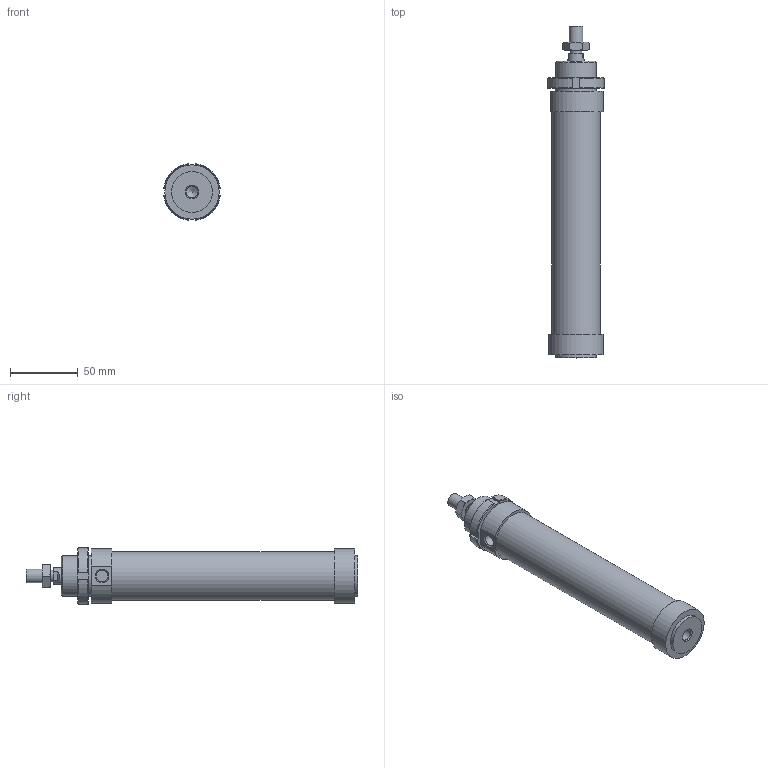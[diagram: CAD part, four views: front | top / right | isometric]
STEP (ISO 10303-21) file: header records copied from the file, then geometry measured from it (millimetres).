
FILE_DESCRIPTION(/* description */ ('Unknown'),/* implementation_level */ '2;1');
FILE_NAME(/* name */ '1261.32.125.MA',/* time_stamp */ '2020-06-22T11:01:07-04:00',/* author */ ('Unknown'),/* organization */ ('Unknown'),/* preprocessor_version */ 'ST-DEVELOPER v16.7',/* originating_system */ 'Solid Edge',/* authorisation */ 'Unknown');
FILE_SCHEMA (('AUTOMOTIVE_DESIGN {1 0 10303 214 3 1 1}'));
Length unit declared in the file: millimetre
Products named in the file (5): 1261.32.125.MA; S1260_32_100; C1261_32_100; 1200_32_05; 1200_32_06
Assembly tree (4 placements, depth 2):
  1261.32.125.MA
    S1260_32_100
    C1261_32_100
    1200_32_05
    1200_32_06
Bounding box: 41.7 x 244.5 x 41.7 mm (x, y, z)
Volume: 229360.7 mm3; surface area: 45377.1 mm2
Topology: 4 solids, 4 shells, 84 faces, 187 edges, 119 vertices
Faces by surface type: plane 39, cone 28, cylinder 17
Full cylindrical faces by diameter (mm): 8.7 x2, 8.75 x1, 8.8 x1, 10 x1, 12 x2, 28.5 x1, 30 x2, 36 x1, 40 x1
Entity records: 2306 total; most frequent: CARTESIAN_POINT 414, DIRECTION 396, ORIENTED_EDGE 324, AXIS2_PLACEMENT_3D 169, EDGE_CURVE 162, FACE_BOUND 117, EDGE_LOOP 116, VERTEX_POINT 115
